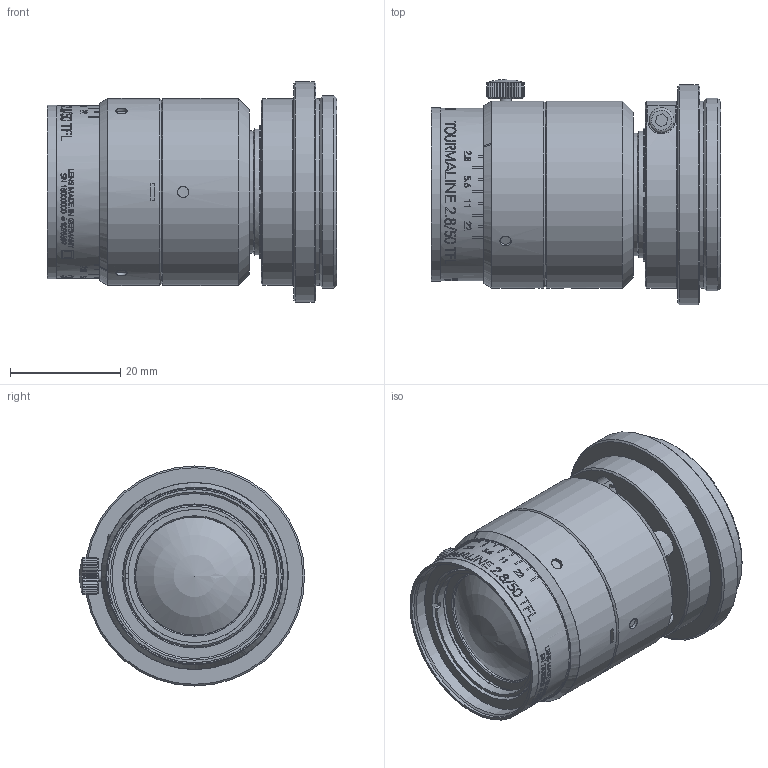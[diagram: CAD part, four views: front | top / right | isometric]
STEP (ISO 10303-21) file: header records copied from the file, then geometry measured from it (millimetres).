
FILE_DESCRIPTION(/* description */ (''),/* implementation_level */ '2;1');
FILE_NAME(/* name */ '1098689_00156358_002.stp',/* time_stamp */ '2021-09-21T14:18:37+02:00',/* author */ (''),/* organization */ (''),/* preprocessor_version */ 'ST-DEVELOPER v16',/* originating_system */ 'SIEMENS PLM Software NX 10.0',/* authorisation */ '');
FILE_SCHEMA (('AP203_CONFIGURATION_CONTROLLED_3D_DESIGN_OF_MECHANICAL_PARTS_AND_ASSEMBLIES_MIM_LF { 1 0 10303 403 2 1 2}'));
Length unit declared in the file: millimetre
Products named in the file (1): Froe4F1C6ED8rvrp
Bounding box: 52.61 x 40.94 x 40 mm (x, y, z)
Volume: 36383.1 mm3; surface area: 14661.1 mm2
Topology: 1 solids, 3 shells, 521 faces, 1768 edges, 1383 vertices
Faces by surface type: cylinder 223, plane 188, cone 106, sphere 3, torus 1
Full cylindrical faces by diameter (mm): 2 x1, 2.05 x4, 2.5 x2, 2.8 x1, 4.5 x1, 19.5 x1, 21.2 x1, 21.5 x1, 21.532 x1, 22 x1, 22.3 x1, 22.5 x1, 23 x2, 23.1 x1, 24 x1, 24.2 x1, 25 x1, 25.3 x1, 26.2 x1, 30 x1, 30.6 x1, 31.3 x1, 31.4 x1, 31.5 x1, 32 x1, 34 x3, 35 x1, 40 x1
Entity records: 21529 total; most frequent: CARTESIAN_POINT 7667, ORIENTED_EDGE 3181, DIRECTION 2148, EDGE_CURVE 1612, VERTEX_POINT 1354, AXIS2_PLACEMENT_3D 907, B_SPLINE_CURVE_WITH_KNOTS 855, EDGE_LOOP 803
